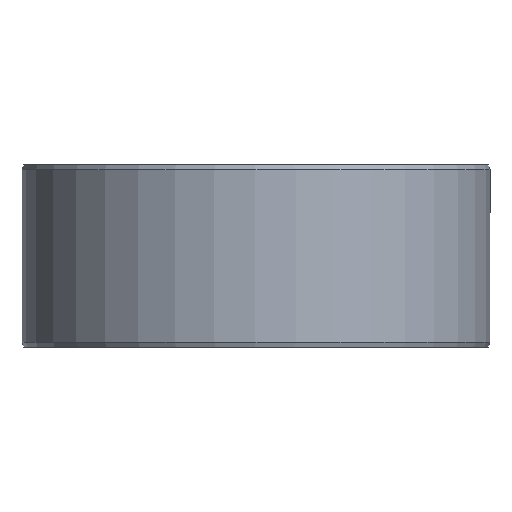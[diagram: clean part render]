
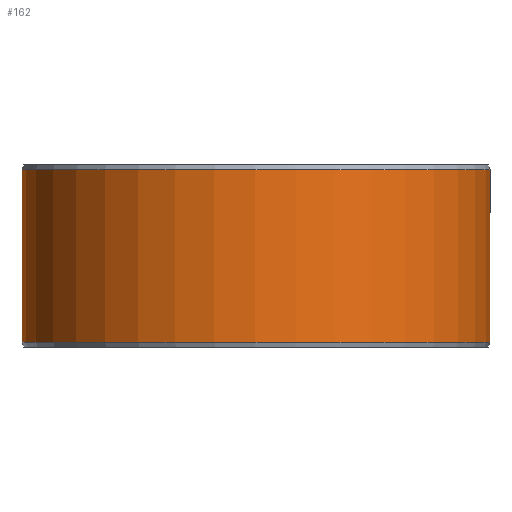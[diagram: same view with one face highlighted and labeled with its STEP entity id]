
A CAD part, front view. The second image highlights one B-rep face of the part: STEP entity #162.
In plain terms, the highlighted cylindrical face has radius 90 mm (diameter 180 mm), a partial arc.
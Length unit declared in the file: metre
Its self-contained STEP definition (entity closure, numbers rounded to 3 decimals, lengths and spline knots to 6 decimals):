
#162=ADVANCED_FACE('',(#185,#186),#187,.T.);
#185=FACE_OUTER_BOUND('',#211,.T.);
#186=FACE_BOUND('',#212,.T.);
#187=CYLINDRICAL_SURFACE('',#213,0.09);
#211=EDGE_LOOP('',(#289,#290,#291,#292));
#212=EDGE_LOOP('',(#293));
#213=AXIS2_PLACEMENT_3D('',#294,#295,#296);
#289=ORIENTED_EDGE('',*,*,#314,.T.);
#290=ORIENTED_EDGE('',*,*,#323,.F.);
#291=ORIENTED_EDGE('',*,*,#309,.F.);
#292=ORIENTED_EDGE('',*,*,#324,.T.);
#293=ORIENTED_EDGE('',*,*,#327,.T.);
#294=CARTESIAN_POINT('',(0.,0.,0.0));
#295=DIRECTION('',(0.,0.0,-1.0));
#296=DIRECTION('',(-1.0,0.0,0.));
#309=EDGE_CURVE('',#341,#342,#343,.T.);
#314=EDGE_CURVE('',#351,#349,#352,.T.);
#323=EDGE_CURVE('',#342,#349,#365,.T.);
#324=EDGE_CURVE('',#341,#351,#366,.T.);
#327=EDGE_CURVE('',#370,#370,#371,.T.);
#341=VERTEX_POINT('',#389);
#342=VERTEX_POINT('',#390);
#343=CIRCLE('',#391,0.09);
#349=VERTEX_POINT('',#399);
#351=VERTEX_POINT('',#402);
#352=CIRCLE('',#403,0.09);
#365=LINE('',#422,#423);
#366=LINE('',#424,#425);
#370=VERTEX_POINT('',#501);
#371=B_SPLINE_CURVE_WITH_KNOTS('',3,(#502,#503,#504,#505,#506,#507,#508,#509,#510,#511,#512,#513,#514,#515,#516,#517,#518,#519,#520,#521,#522,#523,#524,#525,#526,#527,#528,#529,#530,#531,#532,#533,#534,#535,#536,#537,#538,#539,#540,#541,#542,#543,#544,#545,#546,#547,#548,#549,#550,#551,#552,#553,#554,#555,#556,#557,#558,#559,#560,#561,#562,#563,#564,#565,#566,#567,#568,#569,#570,#571,#572,#573),.UNSPECIFIED.,.T.,.F.,(2,2,2,2,2,2,2,2,2,2,2,2,2,2,2,2,2,2,2,2,2,2,2,2,2,2,2,2,2,2,2,2,2,2,2,2,2,2),(-0.000977,0.0,0.000977,0.001466,0.001954,0.002931,0.003908,0.004885,0.005863,0.00684,0.007817,0.008794,0.009771,0.010748,0.011725,0.012702,0.013191,0.013679,0.014656,0.015634,0.016611,0.017588,0.018565,0.019542,0.020519,0.021496,0.022473,0.02345,0.024427,0.024916,0.025404,0.026382,0.027359,0.028336,0.029313,0.03029,0.031267,0.032244),.UNSPECIFIED.);
#389=CARTESIAN_POINT('',(0.001571,0.089986,0.0018));
#390=CARTESIAN_POINT('',(0.,0.09,0.0018));
#391=AXIS2_PLACEMENT_3D('',#587,#588,#589);
#399=CARTESIAN_POINT('',(0.,0.09,0.0682));
#402=CARTESIAN_POINT('',(0.001571,0.089986,0.0682));
#403=AXIS2_PLACEMENT_3D('',#596,#597,#598);
#422=CARTESIAN_POINT('',(0.,0.09,0.0018));
#423=VECTOR('',#611,1.0);
#424=CARTESIAN_POINT('',(0.001571,0.089986,0.0018));
#425=VECTOR('',#612,1.0);
#501=CARTESIAN_POINT('',(0.074451,-0.050568,0.035));
#502=CARTESIAN_POINT('',(0.074451,-0.050568,0.03467));
#503=CARTESIAN_POINT('',(0.074451,-0.050568,0.03533));
#504=CARTESIAN_POINT('',(0.074469,-0.050541,0.035655));
#505=CARTESIAN_POINT('',(0.074523,-0.050462,0.036135));
#506=CARTESIAN_POINT('',(0.074545,-0.050429,0.036293));
#507=CARTESIAN_POINT('',(0.074598,-0.05035,0.036607));
#508=CARTESIAN_POINT('',(0.074629,-0.050304,0.036763));
#509=CARTESIAN_POINT('',(0.074735,-0.050147,0.037217));
#510=CARTESIAN_POINT('',(0.07482,-0.05002,0.037505));
#511=CARTESIAN_POINT('',(0.075022,-0.049717,0.038048));
#512=CARTESIAN_POINT('',(0.075138,-0.049541,0.038305));
#513=CARTESIAN_POINT('',(0.075391,-0.049155,0.038766));
#514=CARTESIAN_POINT('',(0.075529,-0.048944,0.038973));
#515=CARTESIAN_POINT('',(0.075825,-0.048484,0.039339));
#516=CARTESIAN_POINT('',(0.075981,-0.048239,0.039494));
#517=CARTESIAN_POINT('',(0.076302,-0.04773,0.039744));
#518=CARTESIAN_POINT('',(0.076469,-0.047462,0.03984));
#519=CARTESIAN_POINT('',(0.076807,-0.046912,0.039968));
#520=CARTESIAN_POINT('',(0.076976,-0.046635,0.04));
#521=CARTESIAN_POINT('',(0.077312,-0.046076,0.04));
#522=CARTESIAN_POINT('',(0.077481,-0.045791,0.039968));
#523=CARTESIAN_POINT('',(0.077805,-0.045238,0.03984));
#524=CARTESIAN_POINT('',(0.077961,-0.044968,0.039746));
#525=CARTESIAN_POINT('',(0.078262,-0.044443,0.039495));
#526=CARTESIAN_POINT('',(0.078406,-0.044188,0.039339));
#527=CARTESIAN_POINT('',(0.078671,-0.043715,0.038977));
#528=CARTESIAN_POINT('',(0.078793,-0.043493,0.038771));
#529=CARTESIAN_POINT('',(0.079018,-0.043084,0.038304));
#530=CARTESIAN_POINT('',(0.079117,-0.042902,0.038051));
#531=CARTESIAN_POINT('',(0.079246,-0.042662,0.037645));
#532=CARTESIAN_POINT('',(0.079286,-0.042588,0.037505));
#533=CARTESIAN_POINT('',(0.079359,-0.042451,0.037216));
#534=CARTESIAN_POINT('',(0.079393,-0.042389,0.037066));
#535=CARTESIAN_POINT('',(0.079481,-0.042222,0.036612));
#536=CARTESIAN_POINT('',(0.079526,-0.042139,0.0363));
#537=CARTESIAN_POINT('',(0.079586,-0.042025,0.03566));
#538=CARTESIAN_POINT('',(0.079601,-0.041996,0.035328));
#539=CARTESIAN_POINT('',(0.079601,-0.041996,0.034675));
#540=CARTESIAN_POINT('',(0.079586,-0.042024,0.034351));
#541=CARTESIAN_POINT('',(0.079527,-0.042137,0.033706));
#542=CARTESIAN_POINT('',(0.079482,-0.042222,0.03339));
#543=CARTESIAN_POINT('',(0.079364,-0.042442,0.032788));
#544=CARTESIAN_POINT('',(0.079291,-0.042578,0.032498));
#545=CARTESIAN_POINT('',(0.079118,-0.0429,0.031951));
#546=CARTESIAN_POINT('',(0.079019,-0.043082,0.031699));
#547=CARTESIAN_POINT('',(0.078797,-0.043486,0.031237));
#548=CARTESIAN_POINT('',(0.078673,-0.043711,0.031026));
#549=CARTESIAN_POINT('',(0.078407,-0.044186,0.030662));
#550=CARTESIAN_POINT('',(0.078266,-0.044436,0.030509));
#551=CARTESIAN_POINT('',(0.077966,-0.044961,0.030257));
#552=CARTESIAN_POINT('',(0.077806,-0.045236,0.030161));
#553=CARTESIAN_POINT('',(0.077483,-0.045787,0.030033));
#554=CARTESIAN_POINT('',(0.077318,-0.046066,0.03));
#555=CARTESIAN_POINT('',(0.076978,-0.046632,0.03));
#556=CARTESIAN_POINT('',(0.076808,-0.04691,0.030032));
#557=CARTESIAN_POINT('',(0.076557,-0.047319,0.030127));
#558=CARTESIAN_POINT('',(0.076474,-0.047453,0.030166));
#559=CARTESIAN_POINT('',(0.076308,-0.04772,0.030261));
#560=CARTESIAN_POINT('',(0.076225,-0.047852,0.030317));
#561=CARTESIAN_POINT('',(0.075982,-0.048237,0.030505));
#562=CARTESIAN_POINT('',(0.075828,-0.048479,0.030658));
#563=CARTESIAN_POINT('',(0.075533,-0.048937,0.03102));
#564=CARTESIAN_POINT('',(0.075393,-0.049153,0.031231));
#565=CARTESIAN_POINT('',(0.075139,-0.049539,0.031692));
#566=CARTESIAN_POINT('',(0.075025,-0.049712,0.031944));
#567=CARTESIAN_POINT('',(0.074822,-0.050017,0.032489));
#568=CARTESIAN_POINT('',(0.074735,-0.050146,0.032781));
#569=CARTESIAN_POINT('',(0.074596,-0.050354,0.033382));
#570=CARTESIAN_POINT('',(0.074542,-0.050434,0.033696));
#571=CARTESIAN_POINT('',(0.074469,-0.050541,0.034343));
#572=CARTESIAN_POINT('',(0.074451,-0.050568,0.03467));
#573=CARTESIAN_POINT('',(0.074451,-0.050568,0.03533));
#587=CARTESIAN_POINT('',(0.,0.,0.0018));
#588=DIRECTION('',(0.,0.0,-1.0));
#589=DIRECTION('',(-1.0,0.0,0.));
#596=CARTESIAN_POINT('',(0.,0.,0.0682));
#597=DIRECTION('',(0.,0.0,-1.0));
#598=DIRECTION('',(-1.0,0.0,0.));
#611=DIRECTION('',(0.,0.0,1.0));
#612=DIRECTION('',(0.,0.,1.0));
